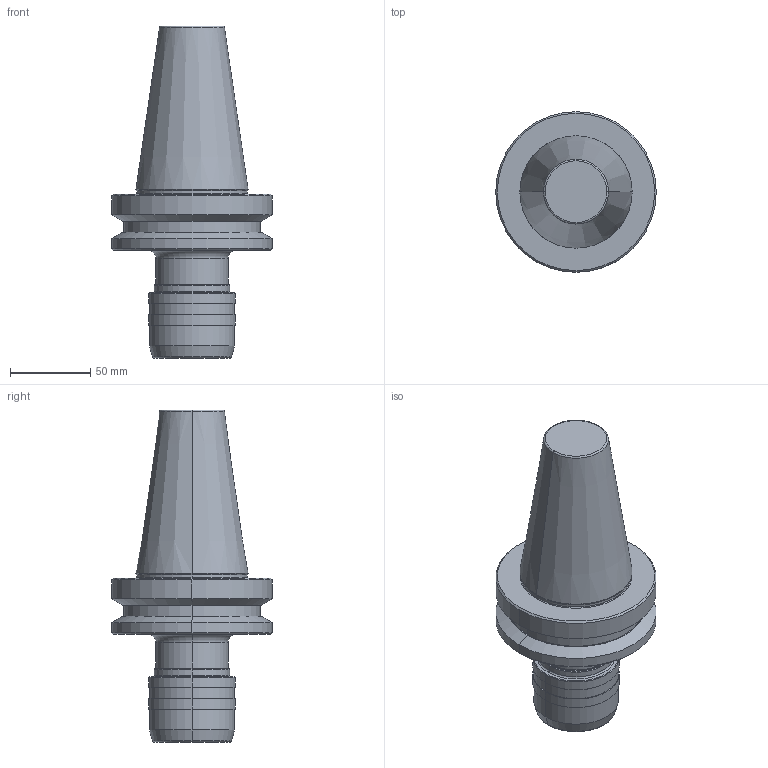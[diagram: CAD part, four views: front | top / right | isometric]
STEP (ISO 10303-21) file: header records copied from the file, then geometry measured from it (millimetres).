
FILE_DESCRIPTION (( 'STEP AP203' ), '1' );
FILE_NAME ('BT50 C20 105 AD-6.3G 15000 SL.STEP', '2019-05-28T09:14:34', ( '' ), ( '' ), 'SwSTEP 2.0', 'SolidWorks 2014', '' );
FILE_SCHEMA (( 'CONFIG_CONTROL_DESIGN' ));
Length unit declared in the file: millimetre
Products named in the file (1): BT50 C20 105 AD-6.3G 15000 SL
Bounding box: 100 x 100 x 206.8 mm (x, y, z)
Volume: 642914.5 mm3; surface area: 55729.9 mm2
Topology: 1 solids, 1 shells, 61 faces, 120 edges, 70 vertices
Faces by surface type: cylinder 20, cone 16, torus 14, plane 11
Entity records: 1655 total; most frequent: DIRECTION 328, CARTESIAN_POINT 252, ORIENTED_EDGE 240, AXIS2_PLACEMENT_3D 146, EDGE_CURVE 120, CIRCLE 84, VERTEX_POINT 70, EDGE_LOOP 70
